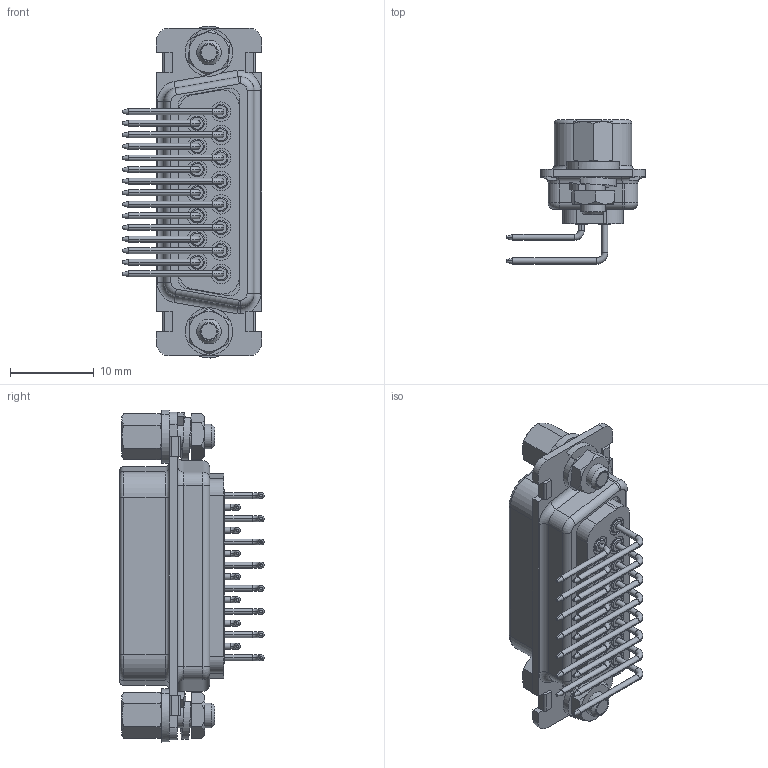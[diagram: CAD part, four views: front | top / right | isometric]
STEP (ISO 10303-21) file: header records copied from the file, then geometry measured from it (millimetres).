
FILE_DESCRIPTION(/* description */ ('Alibre Inc.'),/* implementation_level */ '2;1');
FILE_NAME(/* name */ 'export0',/* time_stamp */ '2015-01-26T10:42:14-08:00',/* author */ (''),/* organization */ (''),/* preprocessor_version */ 'ST-DEVELOPER v14',/* originating_system */ 'Alibre',/* authorisation */ '');
FILE_SCHEMA (('CONFIG_CONTROL_DESIGN'));
Length unit declared in the file: centimetre
Products named in the file (1): ID_1
Bounding box: 16.61 x 17.22 x 39.67 mm (x, y, z)
Volume: 2350.9 mm3; surface area: 3573.5 mm2
Topology: 3 solids, 3 shells, 662 faces, 1546 edges, 951 vertices
Faces by surface type: cylinder 259, plane 182, cone 136, torus 51, sphere 30, bspline 4
Full cylindrical faces by diameter (mm): 2 x4, 2.946 x4
Entity records: 18683 total; most frequent: CARTESIAN_POINT 3547, DIRECTION 3286, ORIENTED_EDGE 3000, EDGE_CURVE 1498, AXIS2_PLACEMENT_3D 1471, VERTEX_POINT 945, CIRCLE 819, EDGE_LOOP 771
